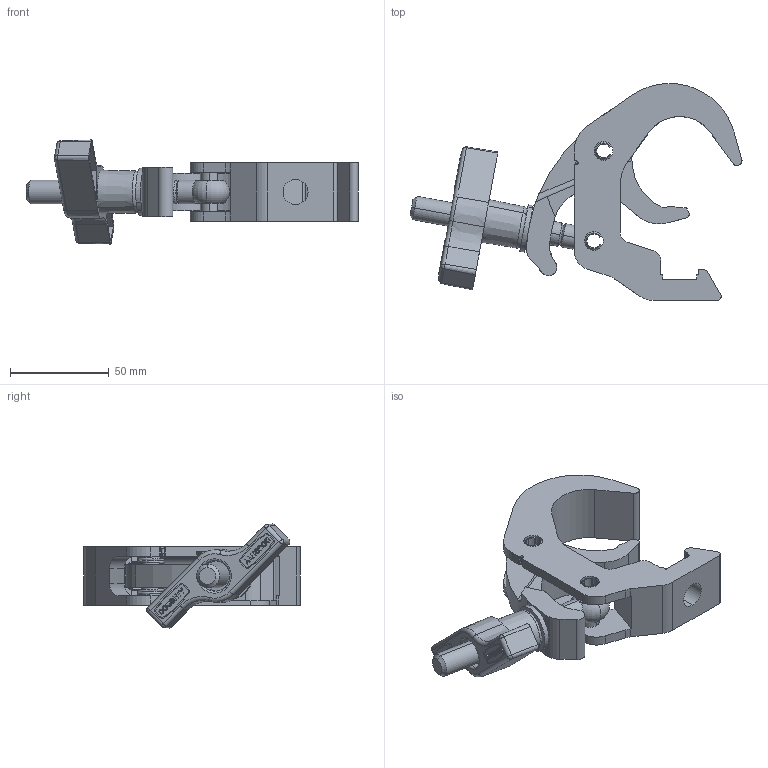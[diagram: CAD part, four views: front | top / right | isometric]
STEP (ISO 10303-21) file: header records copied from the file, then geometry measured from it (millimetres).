
FILE_DESCRIPTION (( 'STEP AP203' ), '1' );
FILE_NAME ('T58300 & T58301.STEP', '2019-10-15T14:34:41', ( '' ), ( '' ), 'SwSTEP 2.0', 'SolidWorks 2019', '' );
FILE_SCHEMA (( 'CONFIG_CONTROL_DESIGN' ));
Length unit declared in the file: millimetre
Products named in the file (11): TH1977_No Stamping; TH733; TH1978_TH602; TH2020_25MM WIDE; S1190_For T58300; S0123; TH2019_30MM WIDE; T58300 & T58301; F791; A Washer_Bright washer BS 4320 - M12 (Form A); T78052
Assembly tree (11 placements, depth 3):
  T58300 & T58301
    TH1977_No Stamping
      TH2019_30MM WIDE
    TH1978_TH602
      TH2020_25MM WIDE
    F791  x2
    S1190_For T58300
    T78052
      TH733
      A Washer_Bright washer BS 4320 - M12 (Form A)
      S0123
Bounding box: 168.37 x 109.88 x 52.78 mm (x, y, z)
Volume: 135655.4 mm3; surface area: 53050.7 mm2
Topology: 8 solids, 8 shells, 503 faces, 1351 edges, 877 vertices
Faces by surface type: plane 210, cylinder 153, bspline 90, cone 36, torus 14
Entity records: 23472 total; most frequent: CARTESIAN_POINT 10384, ORIENTED_EDGE 2618, DIRECTION 2291, EDGE_CURVE 1309, VERTEX_POINT 853, AXIS2_PLACEMENT_3D 776, LINE 739, VECTOR 739
